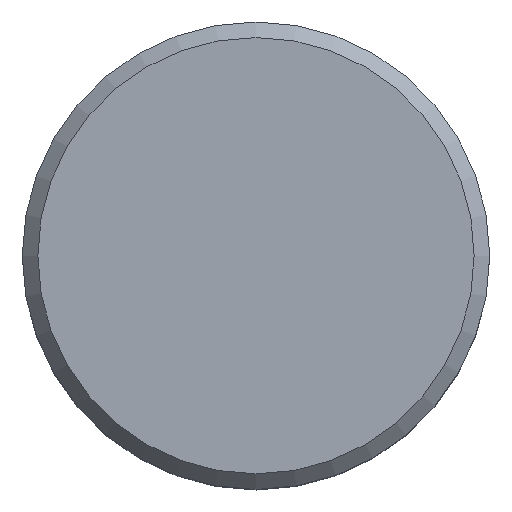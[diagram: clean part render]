
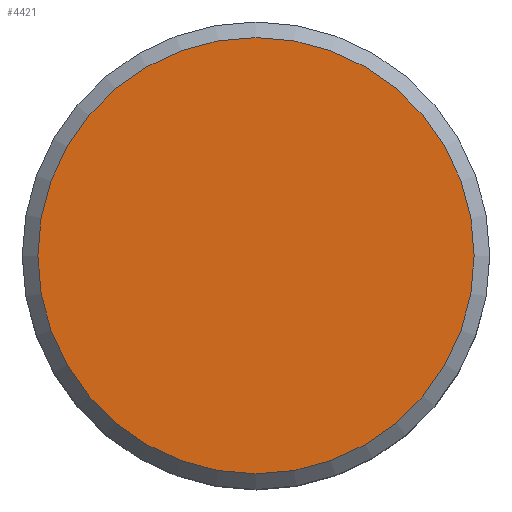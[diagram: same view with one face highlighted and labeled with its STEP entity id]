
A CAD part, top view. The second image highlights one B-rep face of the part: STEP entity #4421.
In plain terms, the highlighted planar face has unit normal (0, 0, 1).
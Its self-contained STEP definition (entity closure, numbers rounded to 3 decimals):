
#310 = DIRECTION ( 'NONE',  ( 0., 0., -1. ) ) ;
#1434 = PLANE ( 'NONE',  #6384 ) ;
#1490 = VERTEX_POINT ( 'NONE', #3610 ) ;
#1921 = DIRECTION ( 'NONE',  ( 0., -1., 0. ) ) ;
#1950 = ORIENTED_EDGE ( 'NONE', *, *, #5969, .T. ) ;
#2131 = AXIS2_PLACEMENT_3D ( 'NONE', #4584, #6737, #1921 ) ;
#2450 = CARTESIAN_POINT ( 'NONE',  ( 0., 1.4, 8.4 ) ) ;
#3556 = FACE_OUTER_BOUND ( 'NONE', #5527, .T. ) ;
#3610 = CARTESIAN_POINT ( 'NONE',  ( 0., -1.4, 8.4 ) ) ;
#4421 = ADVANCED_FACE ( 'Defeature ausgef�hrt1_8', ( #3556 ), #1434, .F. ) ;
#4584 = CARTESIAN_POINT ( 'NONE',  ( 0., 0., 8.4 ) ) ;
#5112 = DIRECTION ( 'NONE',  ( 0., 1., 0. ) ) ;
#5149 = CIRCLE ( 'NONE', #2131, 1.4 ) ;
#5527 = EDGE_LOOP ( 'NONE', ( #1950 ) ) ;
#5969 = EDGE_CURVE ( 'NONE', #1490, #1490, #5149, .T. ) ;
#6384 = AXIS2_PLACEMENT_3D ( 'NONE', #2450, #310, #5112 ) ;
#6737 = DIRECTION ( 'NONE',  ( 0., 0., 1. ) ) ;
